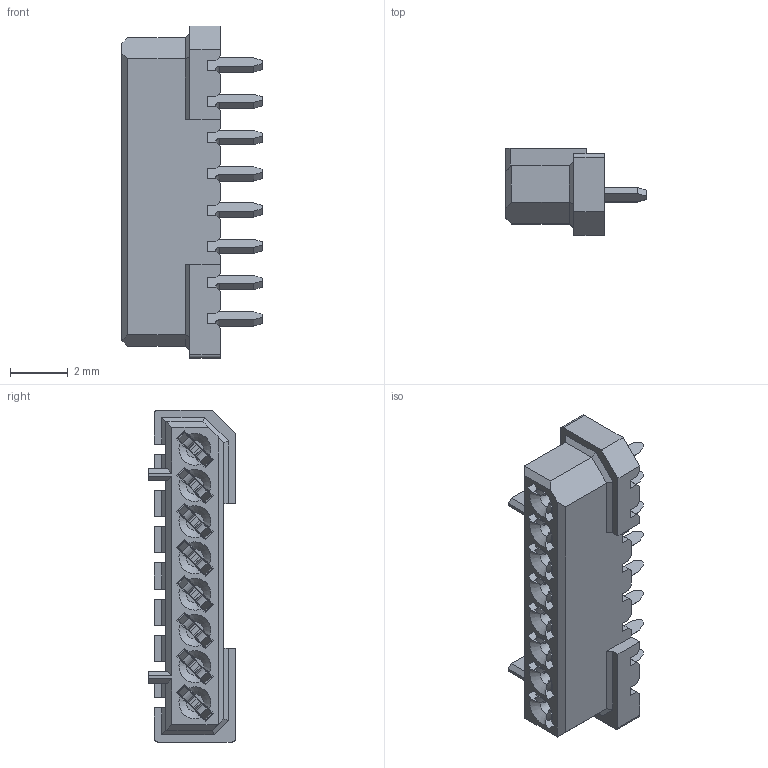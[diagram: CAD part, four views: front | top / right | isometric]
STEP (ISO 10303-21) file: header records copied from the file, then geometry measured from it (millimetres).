
FILE_DESCRIPTION( ('This file contains a STEP AP42 implementation' ,'as created by ZW3D STEP Interface translator.') ,'2;1' );
FILE_NAME( '3652-S008-034XXR04.stp' ,'241016.144622', (''), ('ZWCAD Software Co.'), 'Version 1.0', 'ZW3D to STEP translator', '' );
FILE_SCHEMA(('AUTOMOTIVE_DESIGN { 1 0 10303 214 1 1 1 1 }'));
Length unit declared in the file: millimetre
Products named in the file (4): 0; 3652-S008-034XXR04; 180-smt-h; dip-t
Assembly tree (9 placements, depth 2):
  0
  3652-S008-034XXR04
    180-smt-h
    dip-t  x8
Bounding box: 4.85 x 3 x 11.45 mm (x, y, z)
Volume: 69.2 mm3; surface area: 335.8 mm2
Topology: 9 solids, 9 shells, 733 faces, 2056 edges, 1325 vertices
Faces by surface type: plane 514, cylinder 179, cone 32, sphere 8
Entity records: 15127 total; most frequent: CARTESIAN_POINT 2750, ORIENTED_EDGE 2540, DIRECTION 2340, EDGE_CURVE 1270, VECTOR 1098, LINE 1098, VERTEX_POINT 807, AXIS2_PLACEMENT_3D 621
